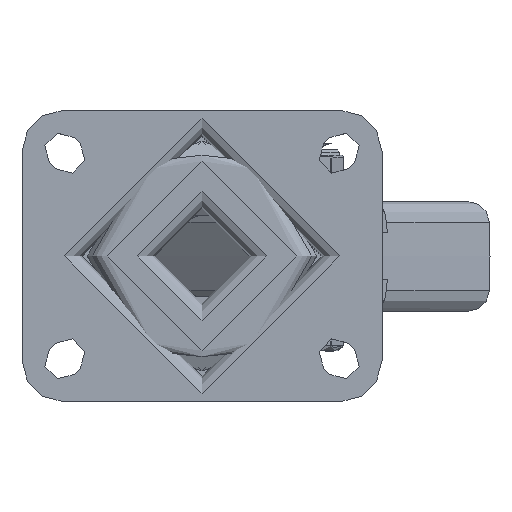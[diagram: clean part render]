
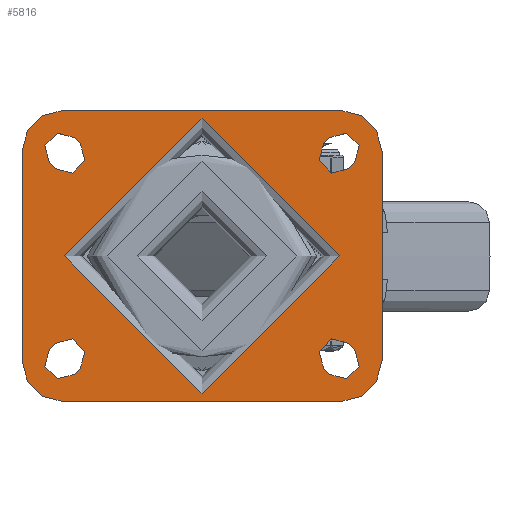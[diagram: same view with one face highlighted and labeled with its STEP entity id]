
A CAD part, top view. The second image highlights one B-rep face of the part: STEP entity #5816.
In plain terms, the highlighted planar face has unit normal (0, 0, 1).
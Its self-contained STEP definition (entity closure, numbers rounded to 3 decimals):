
#511=FACE_BOUND('',#2011,.T.);
#512=FACE_BOUND('',#2012,.T.);
#513=FACE_BOUND('',#2013,.T.);
#514=FACE_BOUND('',#2014,.T.);
#515=FACE_BOUND('',#2015,.T.);
#567=PLANE('',#6396);
#731=LINE('',#8931,#1115);
#732=LINE('',#8932,#1116);
#733=LINE('',#8933,#1117);
#734=LINE('',#8934,#1118);
#735=LINE('',#8935,#1119);
#736=LINE('',#8936,#1120);
#737=LINE('',#8937,#1121);
#738=LINE('',#8938,#1122);
#739=LINE('',#8939,#1123);
#740=LINE('',#8940,#1124);
#741=LINE('',#8941,#1125);
#742=LINE('',#8942,#1126);
#1115=VECTOR('',#7197,1000.);
#1116=VECTOR('',#7198,1000.);
#1117=VECTOR('',#7199,1000.);
#1118=VECTOR('',#7200,1000.);
#1119=VECTOR('',#7201,1000.);
#1120=VECTOR('',#7202,1000.);
#1121=VECTOR('',#7203,1000.);
#1122=VECTOR('',#7204,1000.);
#1123=VECTOR('',#7205,1000.);
#1124=VECTOR('',#7206,1000.);
#1125=VECTOR('',#7207,1000.);
#1126=VECTOR('',#7208,1000.);
#1640=FACE_OUTER_BOUND('',#2010,.T.);
#2010=EDGE_LOOP('',(#4177,#4178,#4179,#4180,#4181,#4182,#4183,#4184));
#2011=EDGE_LOOP('',(#4185));
#2012=EDGE_LOOP('',(#4186,#4187,#4188,#4189));
#2013=EDGE_LOOP('',(#4190,#4191,#4192,#4193));
#2014=EDGE_LOOP('',(#4194,#4195,#4196,#4197));
#2015=EDGE_LOOP('',(#4198,#4199,#4200,#4201));
#2403=CIRCLE('',#6320,5.125);
#2404=CIRCLE('',#6322,5.125);
#2407=CIRCLE('',#6326,5.125);
#2408=CIRCLE('',#6328,5.125);
#2410=CIRCLE('',#6331,5.125);
#2413=CIRCLE('',#6335,5.125);
#2414=CIRCLE('',#6337,5.125);
#2417=CIRCLE('',#6341,5.125);
#2418=CIRCLE('',#6343,12.);
#2420=CIRCLE('',#6346,12.);
#2422=CIRCLE('',#6349,12.);
#2424=CIRCLE('',#6352,12.);
#2427=CIRCLE('',#6357,40.);
#2685=VERTEX_POINT('',#8760);
#2686=VERTEX_POINT('',#8762);
#2687=VERTEX_POINT('',#8766);
#2688=VERTEX_POINT('',#8767);
#2693=VERTEX_POINT('',#8778);
#2694=VERTEX_POINT('',#8780);
#2695=VERTEX_POINT('',#8784);
#2696=VERTEX_POINT('',#8785);
#2699=VERTEX_POINT('',#8793);
#2700=VERTEX_POINT('',#8794);
#2705=VERTEX_POINT('',#8805);
#2706=VERTEX_POINT('',#8807);
#2707=VERTEX_POINT('',#8811);
#2708=VERTEX_POINT('',#8812);
#2713=VERTEX_POINT('',#8823);
#2714=VERTEX_POINT('',#8825);
#2715=VERTEX_POINT('',#8829);
#2716=VERTEX_POINT('',#8830);
#2719=VERTEX_POINT('',#8838);
#2720=VERTEX_POINT('',#8839);
#2723=VERTEX_POINT('',#8847);
#2724=VERTEX_POINT('',#8848);
#2727=VERTEX_POINT('',#8856);
#2728=VERTEX_POINT('',#8857);
#2732=VERTEX_POINT('',#8869);
#3220=EDGE_CURVE('',#2686,#2685,#2403,.T.);
#3222=EDGE_CURVE('',#2687,#2688,#2404,.T.);
#3228=EDGE_CURVE('',#2694,#2693,#2407,.T.);
#3230=EDGE_CURVE('',#2695,#2696,#2408,.T.);
#3234=EDGE_CURVE('',#2699,#2700,#2410,.T.);
#3240=EDGE_CURVE('',#2706,#2705,#2413,.T.);
#3242=EDGE_CURVE('',#2707,#2708,#2414,.T.);
#3248=EDGE_CURVE('',#2714,#2713,#2417,.T.);
#3250=EDGE_CURVE('',#2715,#2716,#2418,.T.);
#3254=EDGE_CURVE('',#2719,#2720,#2420,.T.);
#3258=EDGE_CURVE('',#2723,#2724,#2422,.T.);
#3262=EDGE_CURVE('',#2727,#2728,#2424,.T.);
#3268=EDGE_CURVE('',#2732,#2732,#2427,.T.);
#3297=EDGE_CURVE('',#2724,#2727,#731,.T.);
#3298=EDGE_CURVE('',#2720,#2723,#732,.T.);
#3299=EDGE_CURVE('',#2716,#2719,#733,.T.);
#3300=EDGE_CURVE('',#2728,#2715,#734,.T.);
#3301=EDGE_CURVE('',#2708,#2714,#735,.T.);
#3302=EDGE_CURVE('',#2713,#2707,#736,.T.);
#3303=EDGE_CURVE('',#2700,#2706,#737,.T.);
#3304=EDGE_CURVE('',#2705,#2699,#738,.T.);
#3305=EDGE_CURVE('',#2693,#2695,#739,.T.);
#3306=EDGE_CURVE('',#2696,#2694,#740,.T.);
#3307=EDGE_CURVE('',#2685,#2687,#741,.T.);
#3308=EDGE_CURVE('',#2688,#2686,#742,.T.);
#4177=ORIENTED_EDGE('',*,*,#3262,.F.);
#4178=ORIENTED_EDGE('',*,*,#3297,.F.);
#4179=ORIENTED_EDGE('',*,*,#3258,.F.);
#4180=ORIENTED_EDGE('',*,*,#3298,.F.);
#4181=ORIENTED_EDGE('',*,*,#3254,.F.);
#4182=ORIENTED_EDGE('',*,*,#3299,.F.);
#4183=ORIENTED_EDGE('',*,*,#3250,.F.);
#4184=ORIENTED_EDGE('',*,*,#3300,.F.);
#4185=ORIENTED_EDGE('',*,*,#3268,.F.);
#4186=ORIENTED_EDGE('',*,*,#3301,.T.);
#4187=ORIENTED_EDGE('',*,*,#3248,.T.);
#4188=ORIENTED_EDGE('',*,*,#3302,.T.);
#4189=ORIENTED_EDGE('',*,*,#3242,.T.);
#4190=ORIENTED_EDGE('',*,*,#3303,.T.);
#4191=ORIENTED_EDGE('',*,*,#3240,.T.);
#4192=ORIENTED_EDGE('',*,*,#3304,.T.);
#4193=ORIENTED_EDGE('',*,*,#3234,.T.);
#4194=ORIENTED_EDGE('',*,*,#3305,.T.);
#4195=ORIENTED_EDGE('',*,*,#3230,.T.);
#4196=ORIENTED_EDGE('',*,*,#3306,.T.);
#4197=ORIENTED_EDGE('',*,*,#3228,.T.);
#4198=ORIENTED_EDGE('',*,*,#3307,.T.);
#4199=ORIENTED_EDGE('',*,*,#3222,.T.);
#4200=ORIENTED_EDGE('',*,*,#3308,.T.);
#4201=ORIENTED_EDGE('',*,*,#3220,.T.);
#5816=ADVANCED_FACE('',(#1640,#511,#512,#513,#514,#515),#567,.T.);
#6320=AXIS2_PLACEMENT_3D('',#8763,#7015,#7016);
#6322=AXIS2_PLACEMENT_3D('',#8768,#7020,#7021);
#6326=AXIS2_PLACEMENT_3D('',#8781,#7031,#7032);
#6328=AXIS2_PLACEMENT_3D('',#8786,#7036,#7037);
#6331=AXIS2_PLACEMENT_3D('',#8795,#7044,#7045);
#6335=AXIS2_PLACEMENT_3D('',#8808,#7055,#7056);
#6337=AXIS2_PLACEMENT_3D('',#8813,#7060,#7061);
#6341=AXIS2_PLACEMENT_3D('',#8826,#7071,#7072);
#6343=AXIS2_PLACEMENT_3D('',#8831,#7076,#7077);
#6346=AXIS2_PLACEMENT_3D('',#8840,#7084,#7085);
#6349=AXIS2_PLACEMENT_3D('',#8849,#7092,#7093);
#6352=AXIS2_PLACEMENT_3D('',#8858,#7100,#7101);
#6357=AXIS2_PLACEMENT_3D('',#8870,#7113,#7114);
#6396=AXIS2_PLACEMENT_3D('',#8930,#7195,#7196);
#7015=DIRECTION('center_axis',(0.,0.,-1.));
#7016=DIRECTION('ref_axis',(-1.,0.,0.));
#7020=DIRECTION('center_axis',(0.,0.,-1.));
#7021=DIRECTION('ref_axis',(-1.,0.,0.));
#7031=DIRECTION('center_axis',(0.,0.,-1.));
#7032=DIRECTION('ref_axis',(-1.,0.,0.));
#7036=DIRECTION('center_axis',(0.,0.,-1.));
#7037=DIRECTION('ref_axis',(-1.,0.,0.));
#7044=DIRECTION('center_axis',(0.,0.,-1.));
#7045=DIRECTION('ref_axis',(1.,0.,0.));
#7055=DIRECTION('center_axis',(0.,0.,-1.));
#7056=DIRECTION('ref_axis',(1.,0.,0.));
#7060=DIRECTION('center_axis',(0.,0.,-1.));
#7061=DIRECTION('ref_axis',(1.,0.,0.));
#7071=DIRECTION('center_axis',(0.,0.,-1.));
#7072=DIRECTION('ref_axis',(1.,0.,0.));
#7076=DIRECTION('center_axis',(0.,0.,-1.));
#7077=DIRECTION('ref_axis',(-0.707,0.707,0.));
#7084=DIRECTION('center_axis',(0.,0.,-1.));
#7085=DIRECTION('ref_axis',(0.707,0.707,0.));
#7092=DIRECTION('center_axis',(0.,0.,-1.));
#7093=DIRECTION('ref_axis',(0.707,-0.707,0.));
#7100=DIRECTION('center_axis',(0.,0.,-1.));
#7101=DIRECTION('ref_axis',(-0.707,-0.707,0.));
#7113=DIRECTION('center_axis',(0.,0.,1.));
#7114=DIRECTION('ref_axis',(1.,0.,0.));
#7195=DIRECTION('center_axis',(0.,0.,1.));
#7196=DIRECTION('ref_axis',(1.,0.,0.));
#7197=DIRECTION('',(-1.,0.,0.));
#7198=DIRECTION('',(0.,-1.,0.));
#7199=DIRECTION('',(1.,0.,0.));
#7200=DIRECTION('',(0.,1.,0.));
#7201=DIRECTION('',(-0.707,0.707,0.));
#7202=DIRECTION('',(0.707,-0.707,0.));
#7203=DIRECTION('',(-0.707,-0.707,0.));
#7204=DIRECTION('',(0.707,0.707,0.));
#7205=DIRECTION('',(-0.707,-0.707,0.));
#7206=DIRECTION('',(0.707,0.707,0.));
#7207=DIRECTION('',(-0.707,0.707,0.));
#7208=DIRECTION('',(0.707,-0.707,0.));
#8760=CARTESIAN_POINT('',(37.26,-34.508,0.));
#8762=CARTESIAN_POINT('',(44.508,-27.26,0.));
#8763=CARTESIAN_POINT('Origin',(40.884,-30.884,0.));
#8766=CARTESIAN_POINT('',(35.492,-32.74,0.));
#8767=CARTESIAN_POINT('',(42.74,-25.492,0.));
#8768=CARTESIAN_POINT('Origin',(39.116,-29.116,0.));
#8778=CARTESIAN_POINT('',(44.508,27.26,0.));
#8780=CARTESIAN_POINT('',(37.26,34.508,0.));
#8781=CARTESIAN_POINT('Origin',(40.884,30.884,0.));
#8784=CARTESIAN_POINT('',(42.74,25.492,0.));
#8785=CARTESIAN_POINT('',(35.492,32.74,0.));
#8786=CARTESIAN_POINT('Origin',(39.116,29.116,0.));
#8793=CARTESIAN_POINT('',(-42.74,-25.492,0.));
#8794=CARTESIAN_POINT('',(-35.492,-32.74,0.));
#8795=CARTESIAN_POINT('Origin',(-39.116,-29.116,0.));
#8805=CARTESIAN_POINT('',(-44.508,-27.26,0.));
#8807=CARTESIAN_POINT('',(-37.26,-34.508,0.));
#8808=CARTESIAN_POINT('Origin',(-40.884,-30.884,0.));
#8811=CARTESIAN_POINT('',(-35.492,32.74,0.));
#8812=CARTESIAN_POINT('',(-42.74,25.492,0.));
#8813=CARTESIAN_POINT('Origin',(-39.116,29.116,0.));
#8823=CARTESIAN_POINT('',(-37.26,34.508,0.));
#8825=CARTESIAN_POINT('',(-44.508,27.26,0.));
#8826=CARTESIAN_POINT('Origin',(-40.884,30.884,0.));
#8829=CARTESIAN_POINT('',(-52.5,30.5,0.));
#8830=CARTESIAN_POINT('',(-40.5,42.5,0.));
#8831=CARTESIAN_POINT('Origin',(-40.5,30.5,0.));
#8838=CARTESIAN_POINT('',(40.5,42.5,0.));
#8839=CARTESIAN_POINT('',(52.5,30.5,0.));
#8840=CARTESIAN_POINT('Origin',(40.5,30.5,0.));
#8847=CARTESIAN_POINT('',(52.5,-30.5,0.));
#8848=CARTESIAN_POINT('',(40.5,-42.5,0.));
#8849=CARTESIAN_POINT('Origin',(40.5,-30.5,0.));
#8856=CARTESIAN_POINT('',(-40.5,-42.5,0.));
#8857=CARTESIAN_POINT('',(-52.5,-30.5,0.));
#8858=CARTESIAN_POINT('Origin',(-40.5,-30.5,0.));
#8869=CARTESIAN_POINT('',(40.,0.,0.));
#8870=CARTESIAN_POINT('Origin',(0.,0.,0.));
#8930=CARTESIAN_POINT('Origin',(0.,0.,0.));
#8931=CARTESIAN_POINT('',(52.5,-42.5,0.));
#8932=CARTESIAN_POINT('',(52.5,42.5,0.));
#8933=CARTESIAN_POINT('',(-52.5,42.5,0.));
#8934=CARTESIAN_POINT('',(-52.5,-42.5,0.));
#8935=CARTESIAN_POINT('',(-44.508,27.26,0.));
#8936=CARTESIAN_POINT('',(-37.26,34.508,0.));
#8937=CARTESIAN_POINT('',(-37.26,-34.508,0.));
#8938=CARTESIAN_POINT('',(-44.508,-27.26,0.));
#8939=CARTESIAN_POINT('',(44.508,27.26,0.));
#8940=CARTESIAN_POINT('',(37.26,34.508,0.));
#8941=CARTESIAN_POINT('',(37.26,-34.508,0.));
#8942=CARTESIAN_POINT('',(44.508,-27.26,0.));
